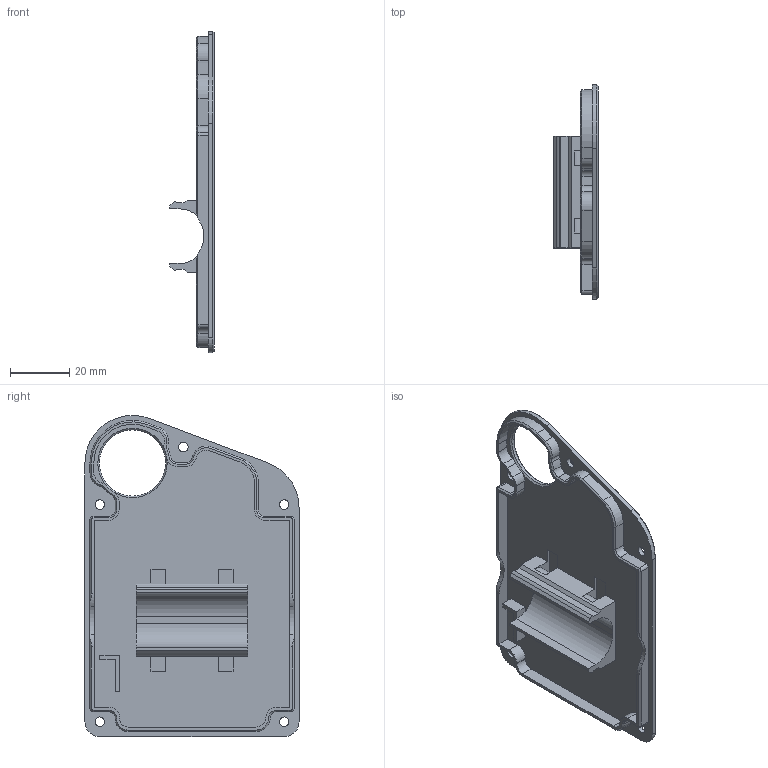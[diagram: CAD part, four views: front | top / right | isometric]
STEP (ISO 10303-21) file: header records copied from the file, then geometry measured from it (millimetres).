
FILE_DESCRIPTION(/* description */ (''),/* implementation_level */ '2;1');
FILE_NAME(/* name */ 'OBS-C-002 v31.step',/* time_stamp */ '2020-09-28T23:41:55+02:00',/* author */ (''),/* organization */ (''),/* preprocessor_version */ 'ST-DEVELOPER v18.1',/* originating_system */ 'Autodesk Translation Framework v9.3.0.1241',/* authorisation */ '');
FILE_SCHEMA (('AUTOMOTIVE_DESIGN { 1 0 10303 214 3 1 1 }'));
Length unit declared in the file: millimetre
Products named in the file (1): OBS-C-002
Bounding box: 15 x 72 x 107.99 mm (x, y, z)
Volume: 18610.2 mm3; surface area: 19705.5 mm2
Topology: 1 solids, 1 shells, 478 faces, 1313 edges, 857 vertices
Faces by surface type: plane 233, bspline 148, cylinder 64, cone 33
Full cylindrical faces by diameter (mm): 3.2 x5, 22.3 x1
Entity records: 16040 total; most frequent: CARTESIAN_POINT 4573, ORIENTED_EDGE 2626, DIRECTION 1846, EDGE_CURVE 1313, VERTEX_POINT 857, LINE 850, VECTOR 850, EDGE_LOOP 514
